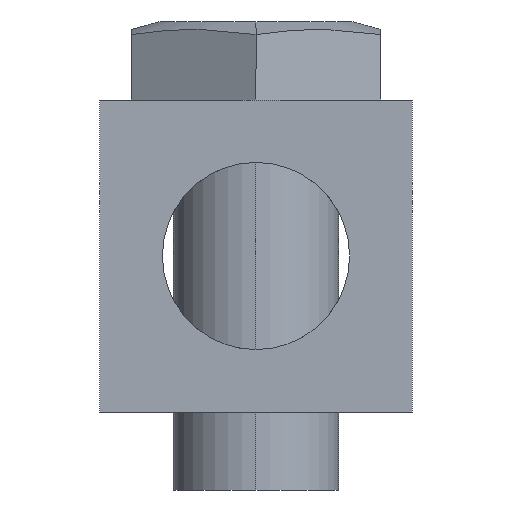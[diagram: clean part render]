
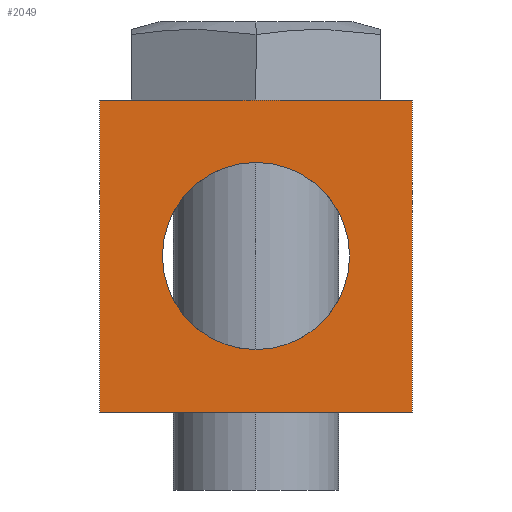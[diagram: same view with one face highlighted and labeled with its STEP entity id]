
A CAD part, left-side view. The second image highlights one B-rep face of the part: STEP entity #2049.
In plain terms, the highlighted planar face has unit normal (-1, 0, 0).
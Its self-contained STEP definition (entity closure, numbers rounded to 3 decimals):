
#222=CARTESIAN_POINT('',(-27.5,0.0,6.0));
#223=VERTEX_POINT('',#222);
#276=CARTESIAN_POINT('',(-27.5,0.,-6.0));
#277=VERTEX_POINT('',#276);
#284=CARTESIAN_POINT('',(-27.5,0.0,0.0));
#285=DIRECTION('',(1.0,0.0,0.0));
#286=DIRECTION('',(0.0,0.0,1.0));
#287=AXIS2_PLACEMENT_3D('',#284,#285,#286);
#288=CIRCLE('',#287,6.0);
#289=EDGE_CURVE('',#223,#277,#288,.T.);
#1888=CARTESIAN_POINT('',(-27.5,0.0,0.0));
#1889=DIRECTION('',(1.0,0.0,0.0));
#1890=DIRECTION('',(0.0,0.0,1.0));
#1891=AXIS2_PLACEMENT_3D('',#1888,#1889,#1890);
#1892=CIRCLE('',#1891,6.0);
#1893=EDGE_CURVE('',#277,#223,#1892,.T.);
#1923=CARTESIAN_POINT('',(-27.5,10.,10.0));
#1924=VERTEX_POINT('',#1923);
#1941=CARTESIAN_POINT('',(-27.5,10.,-10.0));
#1942=VERTEX_POINT('',#1941);
#1949=CARTESIAN_POINT('',(-27.5,10.,-10.0));
#1950=DIRECTION('',(0.0,0.0,1.0));
#1951=VECTOR('',#1950,20.0);
#1952=LINE('',#1949,#1951);
#1953=EDGE_CURVE('',#1942,#1924,#1952,.T.);
#1998=CARTESIAN_POINT('',(-27.5,-10.0,10.0));
#1999=VERTEX_POINT('',#1998);
#2006=CARTESIAN_POINT('',(-27.5,-10.0,-10.0));
#2007=VERTEX_POINT('',#2006);
#2008=CARTESIAN_POINT('',(-27.5,-10.0,-10.0));
#2009=DIRECTION('',(0.0,0.0,1.0));
#2010=VECTOR('',#2009,20.0);
#2011=LINE('',#2008,#2010);
#2012=EDGE_CURVE('',#2007,#1999,#2011,.T.);
#2024=CARTESIAN_POINT('',(-27.5,-10.0,-10.0));
#2025=DIRECTION('',(-1.0,0.0,0.0));
#2026=DIRECTION('',(0.0,0.0,1.0));
#2027=AXIS2_PLACEMENT_3D('',#2024,#2025,#2026);
#2028=PLANE('',#2027);
#2029=CARTESIAN_POINT('',(-27.5,-10.0,10.0));
#2030=DIRECTION('',(0.0,1.0,0.0));
#2031=VECTOR('',#2030,20.);
#2032=LINE('',#2029,#2031);
#2033=EDGE_CURVE('',#1999,#1924,#2032,.T.);
#2034=ORIENTED_EDGE('',*,*,#2033,.T.);
#2035=ORIENTED_EDGE('',*,*,#1953,.F.);
#2036=CARTESIAN_POINT('',(-27.5,10.,-10.0));
#2037=DIRECTION('',(0.0,-1.0,0.0));
#2038=VECTOR('',#2037,20.);
#2039=LINE('',#2036,#2038);
#2040=EDGE_CURVE('',#1942,#2007,#2039,.T.);
#2041=ORIENTED_EDGE('',*,*,#2040,.T.);
#2042=ORIENTED_EDGE('',*,*,#2012,.T.);
#2043=EDGE_LOOP('',(#2034,#2035,#2041,#2042));
#2044=FACE_OUTER_BOUND('',#2043,.T.);
#2045=ORIENTED_EDGE('',*,*,#289,.T.);
#2046=ORIENTED_EDGE('',*,*,#1893,.T.);
#2047=EDGE_LOOP('',(#2045,#2046));
#2048=FACE_BOUND('',#2047,.T.);
#2049=ADVANCED_FACE('',(#2044,#2048),#2028,.T.);
